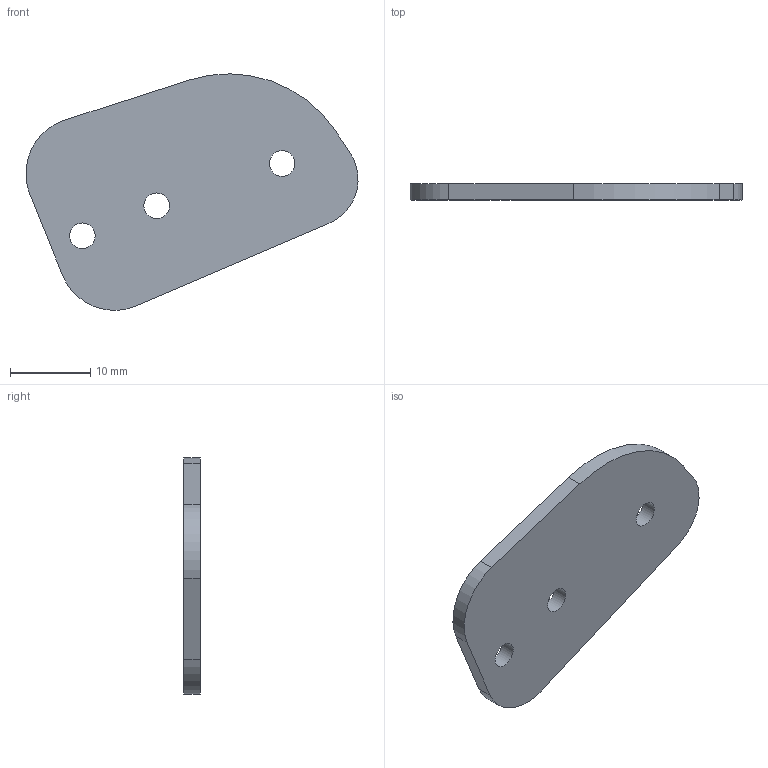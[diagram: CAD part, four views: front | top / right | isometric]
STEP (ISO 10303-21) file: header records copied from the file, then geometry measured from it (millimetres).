
FILE_DESCRIPTION(/* description */ (''),/* implementation_level */ '2;1');
FILE_NAME(/* name */ 'Small Shifter plate .step',/* time_stamp */ '2022-11-23T14:34:05+01:00',/* author */ (''),/* organization */ (''),/* preprocessor_version */ 'ST-DEVELOPER v19.2',/* originating_system */ 'Autodesk Translation Framework v11.17.0.187',/* authorisation */ '');
FILE_SCHEMA (('AUTOMOTIVE_DESIGN { 1 0 10303 214 3 1 1 }'));
Length unit declared in the file: millimetre
Products named in the file (2): Turn 992 GT3 R DIY; Small S Plate
Assembly tree (1 placements, depth 2):
  Turn 992 GT3 R DIY
    Small S Plate
Bounding box: 41.42 x 2 x 29.49 mm (x, y, z)
Volume: 1639 mm3; surface area: 1920.2 mm2
Topology: 1 solids, 1 shells, 13 faces, 33 edges, 22 vertices
Faces by surface type: cylinder 7, plane 6
Full cylindrical faces by diameter (mm): 3.2 x3
Entity records: 571 total; most frequent: DIRECTION 79, CARTESIAN_POINT 71, ORIENTED_EDGE 66, EDGE_CURVE 33, AXIS2_PLACEMENT_3D 30, VERTEX_POINT 22, EDGE_LOOP 19, LINE 19
